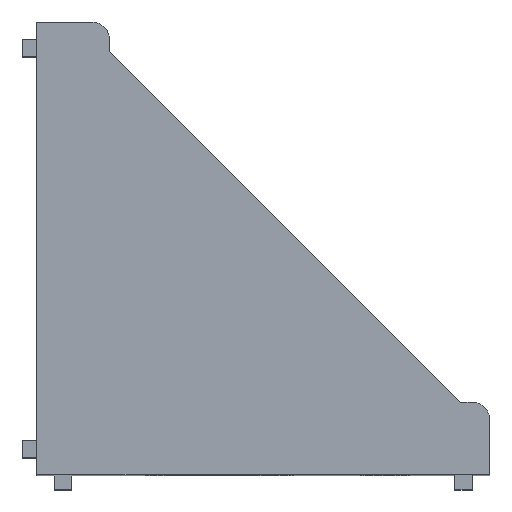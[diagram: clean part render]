
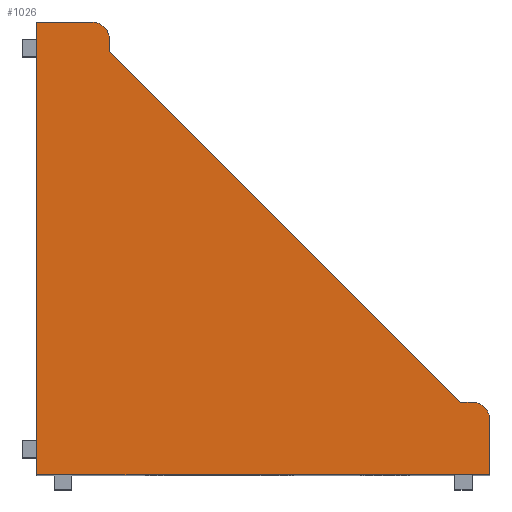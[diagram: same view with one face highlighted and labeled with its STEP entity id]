
A CAD part, top view. The second image highlights one B-rep face of the part: STEP entity #1026.
In plain terms, the highlighted planar face has unit normal (0, 0, 1).
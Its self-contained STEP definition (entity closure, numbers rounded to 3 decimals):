
#70 = ORIENTED_EDGE ( 'NONE', *, *, #747, .T. ) ;
#76 = LINE ( 'NONE', #1313, #2347 ) ;
#120 = LINE ( 'NONE', #2720, #1170 ) ;
#133 = EDGE_CURVE ( 'NONE', #1698, #2540, #2377, .T. ) ;
#156 = ORIENTED_EDGE ( 'NONE', *, *, #1823, .T. ) ;
#157 = LINE ( 'NONE', #2726, #1928 ) ;
#169 = DIRECTION ( 'NONE',  ( 0., 0., 1. ) ) ;
#193 = AXIS2_PLACEMENT_3D ( 'NONE', #1468, #1868, #1224 ) ;
#317 = CARTESIAN_POINT ( 'NONE',  ( 12.5, 73., 39. ) ) ;
#430 = EDGE_CURVE ( 'NONE', #2540, #1554, #2293, .T. ) ;
#453 = CARTESIAN_POINT ( 'NONE',  ( 78., 0., 39. ) ) ;
#564 = EDGE_CURVE ( 'NONE', #1448, #1330, #1502, .T. ) ;
#580 = DIRECTION ( 'NONE',  ( 0., -1., 0. ) ) ;
#609 = DIRECTION ( 'NONE',  ( -1., 0., 0. ) ) ;
#656 = EDGE_CURVE ( 'NONE', #1249, #1448, #2393, .T. ) ;
#658 = VECTOR ( 'NONE', #863, 1000. ) ;
#747 = EDGE_CURVE ( 'NONE', #836, #1249, #2327, .T. ) ;
#836 = VERTEX_POINT ( 'NONE', #2591 ) ;
#846 = CARTESIAN_POINT ( 'NONE',  ( 0., 78., 39. ) ) ;
#863 = DIRECTION ( 'NONE',  ( 0., 1., 0. ) ) ;
#864 = VERTEX_POINT ( 'NONE', #846 ) ;
#891 = ORIENTED_EDGE ( 'NONE', *, *, #1513, .T. ) ;
#960 = CARTESIAN_POINT ( 'NONE',  ( 9.5, 78., 39. ) ) ;
#1006 = PLANE ( 'NONE',  #1437 ) ;
#1016 = CARTESIAN_POINT ( 'NONE',  ( 75., 12.5, 39. ) ) ;
#1026 = ADVANCED_FACE ( 'NONE', ( #2093 ), #1006, .T. ) ;
#1043 = AXIS2_PLACEMENT_3D ( 'NONE', #2269, #169, #609 ) ;
#1094 = DIRECTION ( 'NONE',  ( -1., 0., 0. ) ) ;
#1133 = VECTOR ( 'NONE', #1475, 1000. ) ;
#1170 = VECTOR ( 'NONE', #580, 1000. ) ;
#1224 = DIRECTION ( 'NONE',  ( -1., 0., 0. ) ) ;
#1249 = VERTEX_POINT ( 'NONE', #1725 ) ;
#1302 = CARTESIAN_POINT ( 'NONE',  ( 12.5, 75., 39. ) ) ;
#1313 = CARTESIAN_POINT ( 'NONE',  ( 0., 0., 39. ) ) ;
#1330 = VERTEX_POINT ( 'NONE', #1983 ) ;
#1372 = CARTESIAN_POINT ( 'NONE',  ( 12.5, 75., 39. ) ) ;
#1437 = AXIS2_PLACEMENT_3D ( 'NONE', #1856, #1643, #1827 ) ;
#1448 = VERTEX_POINT ( 'NONE', #1016 ) ;
#1468 = CARTESIAN_POINT ( 'NONE',  ( 9.5, 75., 39. ) ) ;
#1475 = DIRECTION ( 'NONE',  ( 0., 1., 0. ) ) ;
#1502 = LINE ( 'NONE', #2172, #2062 ) ;
#1513 = EDGE_CURVE ( 'NONE', #864, #2757, #120, .T. ) ;
#1554 = VERTEX_POINT ( 'NONE', #960 ) ;
#1643 = DIRECTION ( 'NONE',  ( 0., 0., 1. ) ) ;
#1675 = CARTESIAN_POINT ( 'NONE',  ( 0., 0., 39. ) ) ;
#1698 = VERTEX_POINT ( 'NONE', #2132 ) ;
#1725 = CARTESIAN_POINT ( 'NONE',  ( 78., 9.5, 39. ) ) ;
#1732 = ORIENTED_EDGE ( 'NONE', *, *, #1897, .T. ) ;
#1737 = EDGE_LOOP ( 'NONE', ( #2290, #891, #156, #70, #2382, #2433, #1732, #2053, #1743 ) ) ;
#1743 = ORIENTED_EDGE ( 'NONE', *, *, #430, .T. ) ;
#1823 = EDGE_CURVE ( 'NONE', #2757, #836, #76, .T. ) ;
#1827 = DIRECTION ( 'NONE',  ( 1., 0., 0. ) ) ;
#1842 = LINE ( 'NONE', #317, #2424 ) ;
#1856 = CARTESIAN_POINT ( 'NONE',  ( 0., 0., 39. ) ) ;
#1868 = DIRECTION ( 'NONE',  ( 0., 0., 1. ) ) ;
#1897 = EDGE_CURVE ( 'NONE', #1330, #1698, #1842, .T. ) ;
#1928 = VECTOR ( 'NONE', #2713, 1000. ) ;
#1983 = CARTESIAN_POINT ( 'NONE',  ( 73., 12.5, 39. ) ) ;
#2053 = ORIENTED_EDGE ( 'NONE', *, *, #133, .T. ) ;
#2062 = VECTOR ( 'NONE', #1094, 1000. ) ;
#2093 = FACE_OUTER_BOUND ( 'NONE', #1737, .T. ) ;
#2132 = CARTESIAN_POINT ( 'NONE',  ( 12.5, 73., 39. ) ) ;
#2172 = CARTESIAN_POINT ( 'NONE',  ( 73., 12.5, 39. ) ) ;
#2269 = CARTESIAN_POINT ( 'NONE',  ( 75., 9.5, 39. ) ) ;
#2290 = ORIENTED_EDGE ( 'NONE', *, *, #2443, .T. ) ;
#2293 = CIRCLE ( 'NONE', #193, 3. ) ;
#2327 = LINE ( 'NONE', #453, #1133 ) ;
#2347 = VECTOR ( 'NONE', #2637, 1000. ) ;
#2377 = LINE ( 'NONE', #1302, #658 ) ;
#2382 = ORIENTED_EDGE ( 'NONE', *, *, #656, .T. ) ;
#2393 = CIRCLE ( 'NONE', #1043, 3. ) ;
#2424 = VECTOR ( 'NONE', #2752, 1000. ) ;
#2433 = ORIENTED_EDGE ( 'NONE', *, *, #564, .T. ) ;
#2443 = EDGE_CURVE ( 'NONE', #1554, #864, #157, .T. ) ;
#2540 = VERTEX_POINT ( 'NONE', #1372 ) ;
#2591 = CARTESIAN_POINT ( 'NONE',  ( 78., 0., 39. ) ) ;
#2637 = DIRECTION ( 'NONE',  ( 1., 0., 0. ) ) ;
#2713 = DIRECTION ( 'NONE',  ( -1., 0., 0. ) ) ;
#2720 = CARTESIAN_POINT ( 'NONE',  ( 0., 78., 39. ) ) ;
#2726 = CARTESIAN_POINT ( 'NONE',  ( 6.5, 78., 39. ) ) ;
#2752 = DIRECTION ( 'NONE',  ( -0.707, 0.707, 0. ) ) ;
#2757 = VERTEX_POINT ( 'NONE', #1675 ) ;
